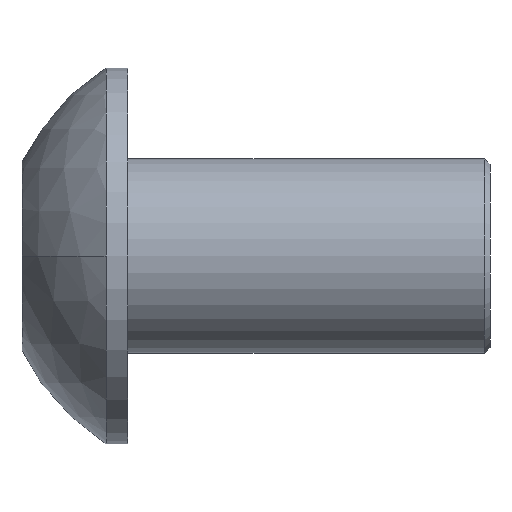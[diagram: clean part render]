
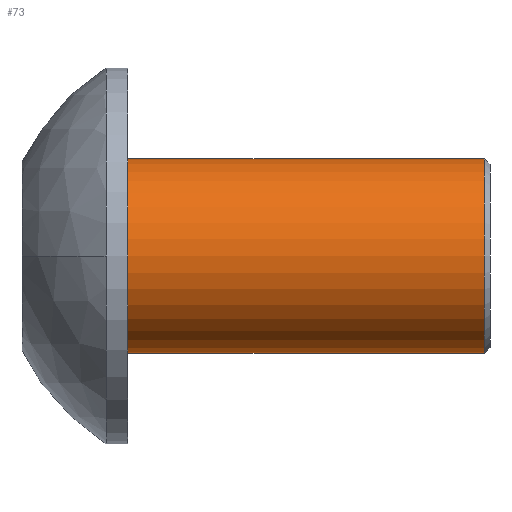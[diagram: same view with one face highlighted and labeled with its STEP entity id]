
A CAD part, front view. The second image highlights one B-rep face of the part: STEP entity #73.
In plain terms, the highlighted cylindrical face has radius 1.708 mm (diameter 3.416 mm), a partial arc.
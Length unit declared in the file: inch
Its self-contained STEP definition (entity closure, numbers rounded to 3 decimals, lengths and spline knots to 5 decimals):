
#5 = VERTEX_POINT ( 'NONE', #281 ) ;
#9 = EDGE_CURVE ( 'NONE', #156, #5, #375, .T. ) ;
#53 = EDGE_LOOP ( 'NONE', ( #178, #179, #101, #102 ) ) ;
#72 = EDGE_CURVE ( 'NONE', #216, #5, #453, .T. ) ;
#73 = ADVANCED_FACE ( 'NONE', ( #448 ), #447, .T. ) ;
#101 = ORIENTED_EDGE ( 'NONE', *, *, #9, .T. ) ;
#102 = ORIENTED_EDGE ( 'NONE', *, *, #72, .F. ) ;
#125 = EDGE_CURVE ( 'NONE', #221, #216, #277, .T. ) ;
#156 = VERTEX_POINT ( 'NONE', #605 ) ;
#178 = ORIENTED_EDGE ( 'NONE', *, *, #125, .F. ) ;
#179 = ORIENTED_EDGE ( 'NONE', *, *, #180, .T. ) ;
#180 = EDGE_CURVE ( 'NONE', #221, #156, #599, .T. ) ;
#216 = VERTEX_POINT ( 'NONE', #505 ) ;
#221 = VERTEX_POINT ( 'NONE', #494 ) ;
#274 = DIRECTION ( 'NONE',  ( -1., 0., 0. ) ) ;
#275 = VECTOR ( 'NONE', #274, 39.37008 ) ;
#276 = CARTESIAN_POINT ( 'NONE',  ( 0., 0., -0.06725 ) ) ;
#277 = LINE ( 'NONE', #276, #275 ) ;
#281 = CARTESIAN_POINT ( 'NONE',  ( 0.073, 0., 0.06725 ) ) ;
#372 = DIRECTION ( 'NONE',  ( -1., 0., 0. ) ) ;
#373 = VECTOR ( 'NONE', #372, 39.37008 ) ;
#374 = CARTESIAN_POINT ( 'NONE',  ( 0., 0., 0.06725 ) ) ;
#375 = LINE ( 'NONE', #374, #373 ) ;
#443 = DIRECTION ( 'NONE',  ( 0., 0., 1. ) ) ;
#444 = DIRECTION ( 'NONE',  ( -1., 0., 0. ) ) ;
#445 = CARTESIAN_POINT ( 'NONE',  ( 0., 0., 0. ) ) ;
#446 = AXIS2_PLACEMENT_3D ( 'NONE', #445, #444, #443 ) ;
#447 = CYLINDRICAL_SURFACE ( 'NONE', #446, 0.06725 ) ;
#448 = FACE_OUTER_BOUND ( 'NONE', #53, .T. ) ;
#449 = DIRECTION ( 'NONE',  ( 0., 0., 1. ) ) ;
#450 = DIRECTION ( 'NONE',  ( -1., 0., 0. ) ) ;
#451 = CARTESIAN_POINT ( 'NONE',  ( 0.073, 0., 0. ) ) ;
#452 = AXIS2_PLACEMENT_3D ( 'NONE', #451, #450, #449 ) ;
#453 = CIRCLE ( 'NONE', #452, 0.06725 ) ;
#494 = CARTESIAN_POINT ( 'NONE',  ( 0.31915, 0., -0.06725 ) ) ;
#505 = CARTESIAN_POINT ( 'NONE',  ( 0.073, 0., -0.06725 ) ) ;
#595 = DIRECTION ( 'NONE',  ( 0., 0., 1. ) ) ;
#596 = DIRECTION ( 'NONE',  ( -1., 0., 0. ) ) ;
#597 = CARTESIAN_POINT ( 'NONE',  ( 0.31915, 0., 0. ) ) ;
#598 = AXIS2_PLACEMENT_3D ( 'NONE', #597, #596, #595 ) ;
#599 = CIRCLE ( 'NONE', #598, 0.06725 ) ;
#605 = CARTESIAN_POINT ( 'NONE',  ( 0.31915, 0., 0.06725 ) ) ;
